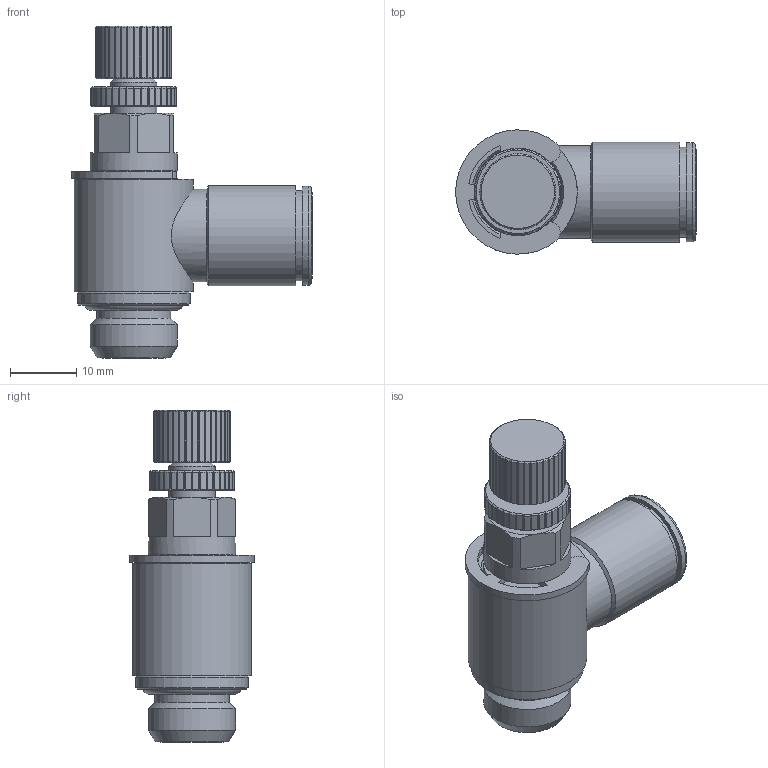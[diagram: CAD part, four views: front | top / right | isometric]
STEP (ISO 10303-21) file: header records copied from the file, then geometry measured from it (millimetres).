
FILE_DESCRIPTION(/* description */ (''),/* implementation_level */ '2;1');
FILE_NAME(/* name */ 'grlaiqs_1410_msv.stp',/* time_stamp */ '2017-10-30T15:51:43+01:00',/* author */ ('Hamoud'),/* organization */ (''),/* preprocessor_version */ 'ST-DEVELOPER v15.6',/* originating_system */ 'Autodesk Inventor LT ',/* authorisation */ '');
FILE_SCHEMA (('AUTOMOTIVE_DESIGN { 1 0 10303 214 3 1 1 }'));
Length unit declared in the file: millimetre
Products named in the file (1): grlaiqs_1410_msv
Bounding box: 36.4 x 18.79 x 50.2 mm (x, y, z)
Volume: 8087.1 mm3; surface area: 9728 mm2
Topology: 9 solids, 9 shells, 366 faces, 970 edges, 632 vertices
Faces by surface type: plane 195, cylinder 120, cone 46, torus 5
Full cylindrical faces by diameter (mm): 5.5 x1, 6 x3, 6.08 x2, 7 x1, 7.5 x1, 7.6 x1, 7.7 x1, 8.3 x1, 9 x2, 9.3 x1, 9.4 x1, 9.5 x1, 10 x2, 10.2 x3, 11.1 x1, 11.2 x1, 12.3 x1, 13 x1, 13.157 x1, 13.2 x3, 13.3 x2, 13.6 x1, 13.7 x1, 14 x2, 15 x1, 15.1 x1, 17 x1, 18 x1
Entity records: 13478 total; most frequent: CARTESIAN_POINT 5170, ORIENTED_EDGE 1724, DIRECTION 1574, EDGE_CURVE 862, AXIS2_PLACEMENT_3D 653, VERTEX_POINT 607, EDGE_LOOP 473, FACE_OUTER_BOUND 366
